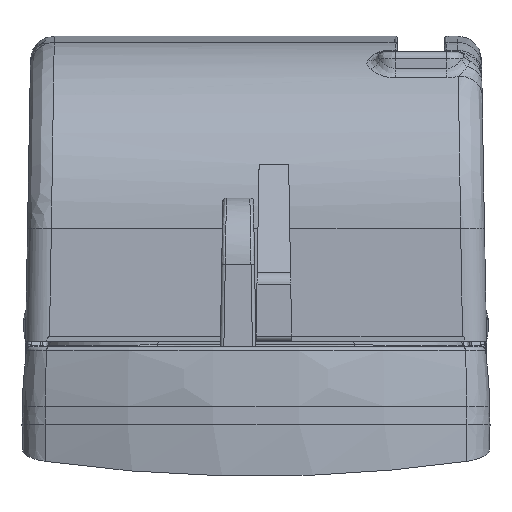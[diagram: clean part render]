
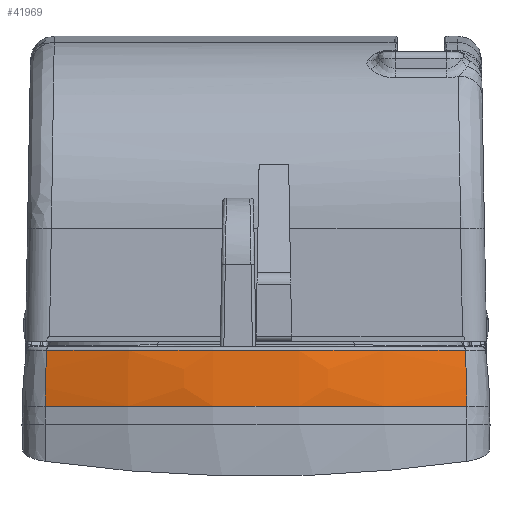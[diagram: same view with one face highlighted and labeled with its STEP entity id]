
A CAD part, top view. The second image highlights one B-rep face of the part: STEP entity #41969.
In plain terms, the highlighted free-form (B-spline) face has degree [3, 3] with [4, 4] control points.
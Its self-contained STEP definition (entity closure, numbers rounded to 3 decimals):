
#19874=CARTESIAN_POINT('',(0.,27.197,-12.));
#19875=DIRECTION('',(0.,-1.,0.));
#19876=DIRECTION('',(0.354,0.,0.935));
#19877=AXIS2_PLACEMENT_3D('',#19874,#19875,#19876);
#21957=CARTESIAN_POINT('',(-3.535,21.802,
-2.667));
#21958=DIRECTION('',(-0.935,0.,-0.354));
#21959=DIRECTION('',(-0.354,0.017,0.935));
#21960=AXIS2_PLACEMENT_3D('',#21957,#21958,#21959);
#21981=CARTESIAN_POINT('',(3.535,21.802,
-2.667));
#21982=DIRECTION('',(-0.935,0.,0.354));
#21983=DIRECTION('',(0.354,0.017,0.935));
#21984=AXIS2_PLACEMENT_3D('',#21981,#21982,#21983);
#21989=CARTESIAN_POINT('',(0.,22.5,-12.));
#21990=DIRECTION('',(0.,-1.,0.));
#21991=DIRECTION('',(0.354,0.,0.935));
#21992=AXIS2_PLACEMENT_3D('',#21989,#21990,#21991);
#27756=CARTESIAN_POINT('',(17.703,22.5,34.733));
#27758=VERTEX_POINT('',#27756);
#27759=CARTESIAN_POINT('',(-17.703,22.5,34.733));
#27760=VERTEX_POINT('',#27759);
#28339=CARTESIAN_POINT('',(17.576,27.197,34.397));
#28341=VERTEX_POINT('',#28339);
#28373=CARTESIAN_POINT('',(-17.576,27.197,
34.397));
#28375=VERTEX_POINT('',#28373);
#41945=CARTESIAN_POINT('',(18.24,27.316,34.122));
#41946=CARTESIAN_POINT('',(18.324,25.68,34.334));
#41947=CARTESIAN_POINT('',(18.37,24.032,34.451));
#41948=CARTESIAN_POINT('',(18.379,22.38,34.473));
#41949=CARTESIAN_POINT('',(6.378,27.316,38.813));
#41950=CARTESIAN_POINT('',(6.407,25.68,39.047));
#41951=CARTESIAN_POINT('',(6.424,24.032,39.176));
#41952=CARTESIAN_POINT('',(6.427,22.38,39.2));
#41953=CARTESIAN_POINT('',(-6.378,27.316,
38.813));
#41954=CARTESIAN_POINT('',(-6.407,25.68,
39.047));
#41955=CARTESIAN_POINT('',(-6.424,24.032,
39.176));
#41956=CARTESIAN_POINT('',(-6.427,22.38,
39.2));
#41957=CARTESIAN_POINT('',(-18.24,27.316,
34.122));
#41958=CARTESIAN_POINT('',(-18.324,25.68,
34.334));
#41959=CARTESIAN_POINT('',(-18.37,24.032,
34.451));
#41960=CARTESIAN_POINT('',(-18.379,22.38,
34.473));
#41961=(BOUNDED_SURFACE()B_SPLINE_SURFACE(3,3,((#41945,#41946,#41947,#41948),(
#41949,#41950,#41951,#41952),(#41953,#41954,#41955,#41956),(#41957,#41958,
#41959,#41960)),.UNSPECIFIED.,.F.,.F.,.F.)B_SPLINE_SURFACE_WITH_KNOTS((4,4),(4,
4),(0.,1.),(0.,1.),.UNSPECIFIED.)GEOMETRIC_REPRESENTATION_ITEM()RATIONAL_B_SPLINE_SURFACE(((1.037,1.036,1.036,
1.037),(0.989,0.988,0.988,
0.989),(0.989,0.988,0.988,
0.989),(1.037,1.036,1.036,
1.037)))REPRESENTATION_ITEM('')SURFACE());
#41962=ORIENTED_EDGE('',*,*,#38327,.F.);
#41963=ORIENTED_EDGE('',*,*,#38383,.F.);
#41965=ORIENTED_EDGE('',*,*,#41964,.T.);
#41966=ORIENTED_EDGE('',*,*,#41931,.T.);
#41967=EDGE_LOOP('',(#41962,#41963,#41965,#41966));
#41968=FACE_OUTER_BOUND('',#41967,.F.);
#41969=ADVANCED_FACE('',(#41968),#41961,.T.);
#19878=CIRCLE('',#19877,49.614);
#21961=CIRCLE('',#21960,40.);
#21985=CIRCLE('',#21984,40.);
#21993=CIRCLE('',#21992,49.974);
#38327=EDGE_CURVE('',#28341,#28375,#19878,.T.);
#38383=EDGE_CURVE('',#27758,#28341,#21985,.T.);
#41931=EDGE_CURVE('',#27760,#28375,#21961,.T.);
#41964=EDGE_CURVE('',#27758,#27760,#21993,.T.);
